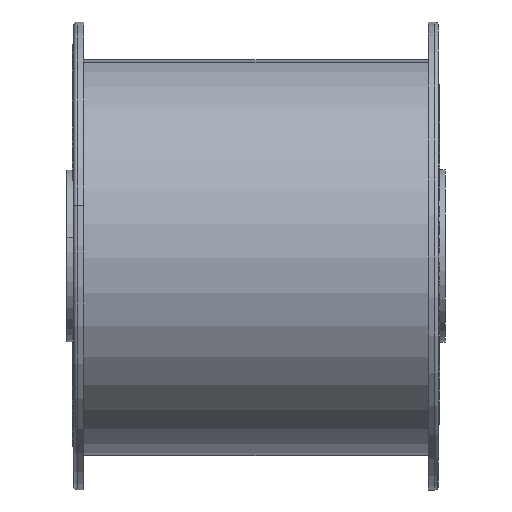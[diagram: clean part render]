
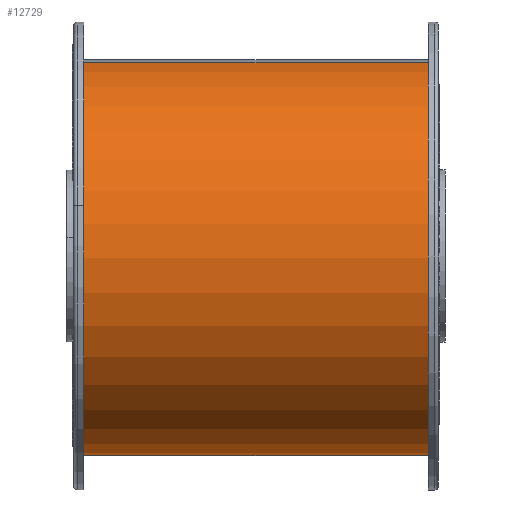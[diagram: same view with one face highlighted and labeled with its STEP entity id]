
A CAD part, left-side view. The second image highlights one B-rep face of the part: STEP entity #12729.
In plain terms, the highlighted cylindrical face has radius 28.749 mm (diameter 57.498 mm), a partial arc.
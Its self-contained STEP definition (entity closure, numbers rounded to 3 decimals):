
#196 = DIRECTION ( 'NONE',  ( 0., -1., 0. ) ) ;
#890 = CIRCLE ( 'NONE', #12098, 28.749 ) ;
#2084 = AXIS2_PLACEMENT_3D ( 'NONE', #12712, #196, #19503 ) ;
#2780 = DIRECTION ( 'NONE',  ( 0., -1., 0. ) ) ;
#2791 = CARTESIAN_POINT ( 'NONE',  ( -28.999, 0., 0. ) ) ;
#2876 = DIRECTION ( 'NONE',  ( 1., 0., 0. ) ) ;
#2888 = DIRECTION ( 'NONE',  ( 0., -1., 0. ) ) ;
#3095 = DIRECTION ( 'NONE',  ( 0., -1., 0. ) ) ;
#3122 = FACE_OUTER_BOUND ( 'NONE', #22849, .T. ) ;
#3343 = LINE ( 'NONE', #17387, #8487 ) ;
#3653 = VERTEX_POINT ( 'NONE', #2791 ) ;
#4424 = EDGE_CURVE ( 'NONE', #16029, #8799, #21089, .T. ) ;
#4524 = CARTESIAN_POINT ( 'NONE',  ( -0.25, 50., 0. ) ) ;
#4855 = CARTESIAN_POINT ( 'NONE',  ( -0.25, 50., 0. ) ) ;
#5040 = CARTESIAN_POINT ( 'NONE',  ( 28.499, 0., 0. ) ) ;
#6339 = EDGE_CURVE ( 'NONE', #7062, #3653, #3343, .T. ) ;
#7062 = VERTEX_POINT ( 'NONE', #18450 ) ;
#8032 = CIRCLE ( 'NONE', #2084, 28.749 ) ;
#8487 = VECTOR ( 'NONE', #2888, 1000. ) ;
#8799 = VERTEX_POINT ( 'NONE', #5040 ) ;
#8945 = CARTESIAN_POINT ( 'NONE',  ( 28.499, 50., 0. ) ) ;
#10034 = CYLINDRICAL_SURFACE ( 'NONE', #17651, 28.749 ) ;
#10565 = CARTESIAN_POINT ( 'NONE',  ( 28.499, 50., 0. ) ) ;
#12098 = AXIS2_PLACEMENT_3D ( 'NONE', #4855, #3095, #2876 ) ;
#12712 = CARTESIAN_POINT ( 'NONE',  ( -0.25, 0., 0. ) ) ;
#12729 = ADVANCED_FACE ( 'NONE', ( #3122 ), #10034, .T. ) ;
#15958 = DIRECTION ( 'NONE',  ( 0., -1., 0. ) ) ;
#15986 = EDGE_CURVE ( 'NONE', #16029, #7062, #890, .T. ) ;
#16029 = VERTEX_POINT ( 'NONE', #8945 ) ;
#17387 = CARTESIAN_POINT ( 'NONE',  ( -28.999, 50., 0. ) ) ;
#17651 = AXIS2_PLACEMENT_3D ( 'NONE', #4524, #2780, #20904 ) ;
#18450 = CARTESIAN_POINT ( 'NONE',  ( -28.999, 50., 0. ) ) ;
#19244 = ORIENTED_EDGE ( 'NONE', *, *, #15986, .T. ) ;
#19503 = DIRECTION ( 'NONE',  ( 1., 0., 0. ) ) ;
#20003 = EDGE_CURVE ( 'NONE', #8799, #3653, #8032, .T. ) ;
#20764 = VECTOR ( 'NONE', #15958, 1000. ) ;
#20894 = ORIENTED_EDGE ( 'NONE', *, *, #6339, .T. ) ;
#20904 = DIRECTION ( 'NONE',  ( 0., 0., -1. ) ) ;
#21089 = LINE ( 'NONE', #10565, #20764 ) ;
#21918 = ORIENTED_EDGE ( 'NONE', *, *, #4424, .F. ) ;
#22097 = ORIENTED_EDGE ( 'NONE', *, *, #20003, .F. ) ;
#22849 = EDGE_LOOP ( 'NONE', ( #22097, #21918, #19244, #20894 ) ) ;
